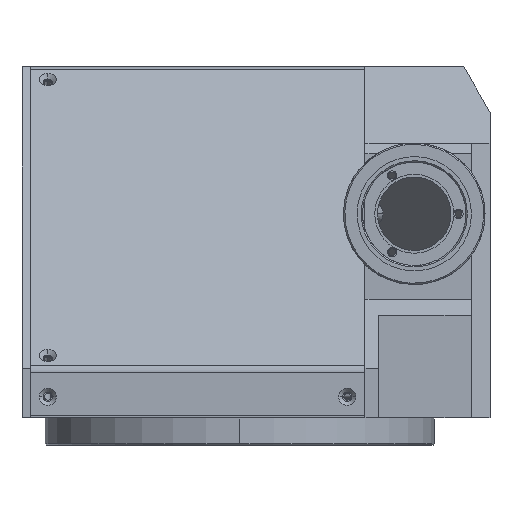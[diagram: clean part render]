
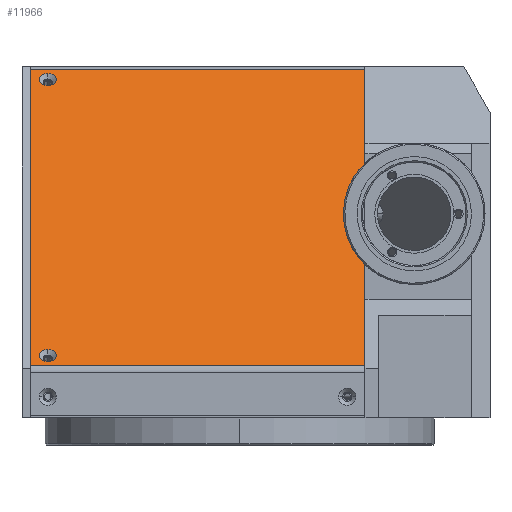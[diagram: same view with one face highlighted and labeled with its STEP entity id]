
A CAD part, left-side view. The second image highlights one B-rep face of the part: STEP entity #11966.
In plain terms, the highlighted planar face has unit normal (-0.707, 0, 0.707).
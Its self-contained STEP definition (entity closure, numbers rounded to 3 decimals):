
#68 = CARTESIAN_POINT ( 'NONE',  ( -71.066, 70.5, 32.148 ) ) ;
#137 = LINE ( 'NONE', #8695, #5243 ) ;
#460 = VECTOR ( 'NONE', #7797, 1000. ) ;
#1188 = VERTEX_POINT ( 'NONE', #3240 ) ;
#1292 = VERTEX_POINT ( 'NONE', #13955 ) ;
#1551 = ORIENTED_EDGE ( 'NONE', *, *, #3076, .F. ) ;
#1756 = AXIS2_PLACEMENT_3D ( 'NONE', #4818, #4799, #4790 ) ;
#2080 = DIRECTION ( 'NONE',  ( 0.707, 0., 0.707 ) ) ;
#2113 = DIRECTION ( 'NONE',  ( -0.707, 0., 0.707 ) ) ;
#2132 = CARTESIAN_POINT ( 'NONE',  ( -73.293, 70.5, 29.92 ) ) ;
#2236 = CARTESIAN_POINT ( 'NONE',  ( -76.828, 294.359, 26.385 ) ) ;
#2298 = EDGE_CURVE ( 'NONE', #10555, #12594, #5617, .T. ) ;
#2390 = EDGE_CURVE ( 'NONE', #1188, #10555, #137, .T. ) ;
#2467 = EDGE_CURVE ( 'NONE', #1188, #1292, #13311, .T. ) ;
#2488 = DIRECTION ( 'NONE',  ( 0., 1., 0. ) ) ;
#2530 = EDGE_CURVE ( 'NONE', #2733, #7934, #3299, .T. ) ;
#2733 = VERTEX_POINT ( 'NONE', #5396 ) ;
#2777 = ORIENTED_EDGE ( 'NONE', *, *, #2530, .F. ) ;
#3023 = AXIS2_PLACEMENT_3D ( 'NONE', #7535, #7376, #7449 ) ;
#3024 = CIRCLE ( 'NONE', #12197, 3.15 ) ;
#3053 = EDGE_CURVE ( 'NONE', #12594, #1292, #5410, .T. ) ;
#3076 = EDGE_CURVE ( 'NONE', #8642, #5025, #4019, .T. ) ;
#3240 = CARTESIAN_POINT ( 'NONE',  ( 31.615, 77., 134.828 ) ) ;
#3299 = CIRCLE ( 'NONE', #5469, 3.15 ) ;
#3907 = CARTESIAN_POINT ( 'NONE',  ( 31.615, -46., 134.828 ) ) ;
#4019 = CIRCLE ( 'NONE', #4022, 3.15 ) ;
#4022 = AXIS2_PLACEMENT_3D ( 'NONE', #2132, #2113, #2080 ) ;
#4251 = FACE_OUTER_BOUND ( 'NONE', #9690, .T. ) ;
#4790 = DIRECTION ( 'NONE',  ( 0.707, 0., 0.707 ) ) ;
#4799 = DIRECTION ( 'NONE',  ( -0.707, 0., 0.707 ) ) ;
#4818 = CARTESIAN_POINT ( 'NONE',  ( -73.293, 70.5, 29.92 ) ) ;
#4899 = CARTESIAN_POINT ( 'NONE',  ( 25.852, 70.5, 129.066 ) ) ;
#4973 = EDGE_LOOP ( 'NONE', ( #2777, #9325 ) ) ;
#5025 = VERTEX_POINT ( 'NONE', #6875 ) ;
#5243 = VECTOR ( 'NONE', #8576, 1000. ) ;
#5374 = EDGE_LOOP ( 'NONE', ( #1551, #10288 ) ) ;
#5396 = CARTESIAN_POINT ( 'NONE',  ( 30.307, 70.5, 133.52 ) ) ;
#5410 = LINE ( 'NONE', #2236, #13171 ) ;
#5469 = AXIS2_PLACEMENT_3D ( 'NONE', #7073, #7070, #7054 ) ;
#5617 = LINE ( 'NONE', #9051, #12841 ) ;
#6875 = CARTESIAN_POINT ( 'NONE',  ( -75.52, 70.5, 27.693 ) ) ;
#7054 = DIRECTION ( 'NONE',  ( 0.707, 0., 0.707 ) ) ;
#7070 = DIRECTION ( 'NONE',  ( -0.707, 0., 0.707 ) ) ;
#7073 = CARTESIAN_POINT ( 'NONE',  ( 28.08, 70.5, 131.293 ) ) ;
#7274 = FACE_BOUND ( 'NONE', #5374, .T. ) ;
#7376 = DIRECTION ( 'NONE',  ( -0.707, 0., 0.707 ) ) ;
#7449 = DIRECTION ( 'NONE',  ( 0.707, 0., 0.707 ) ) ;
#7535 = CARTESIAN_POINT ( 'NONE',  ( -77.414, 294.359, 25.799 ) ) ;
#7777 = PLANE ( 'NONE',  #3023 ) ;
#7797 = DIRECTION ( 'NONE',  ( -0.707, 0., -0.707 ) ) ;
#7813 = CARTESIAN_POINT ( 'NONE',  ( -77.414, 77., 25.799 ) ) ;
#7871 = DIRECTION ( 'NONE',  ( 0.707, 0., 0.707 ) ) ;
#7915 = DIRECTION ( 'NONE',  ( -0.707, 0., 0.707 ) ) ;
#7934 = VERTEX_POINT ( 'NONE', #4899 ) ;
#7936 = EDGE_CURVE ( 'NONE', #5025, #8642, #12460, .T. ) ;
#7937 = CARTESIAN_POINT ( 'NONE',  ( 28.08, 70.5, 131.293 ) ) ;
#8531 = EDGE_CURVE ( 'NONE', #7934, #2733, #3024, .T. ) ;
#8576 = DIRECTION ( 'NONE',  ( 0., -1., 0. ) ) ;
#8642 = VERTEX_POINT ( 'NONE', #68 ) ;
#8695 = CARTESIAN_POINT ( 'NONE',  ( 31.615, 294.359, 134.828 ) ) ;
#9034 = DIRECTION ( 'NONE',  ( -0.707, 0., -0.707 ) ) ;
#9051 = CARTESIAN_POINT ( 'NONE',  ( -77.414, -46., 25.799 ) ) ;
#9325 = ORIENTED_EDGE ( 'NONE', *, *, #8531, .F. ) ;
#9690 = EDGE_LOOP ( 'NONE', ( #11735, #13929, #11747, #10461 ) ) ;
#10288 = ORIENTED_EDGE ( 'NONE', *, *, #7936, .F. ) ;
#10461 = ORIENTED_EDGE ( 'NONE', *, *, #2390, .F. ) ;
#10555 = VERTEX_POINT ( 'NONE', #3907 ) ;
#11267 = CARTESIAN_POINT ( 'NONE',  ( -76.828, -46., 26.385 ) ) ;
#11735 = ORIENTED_EDGE ( 'NONE', *, *, #2467, .T. ) ;
#11747 = ORIENTED_EDGE ( 'NONE', *, *, #2298, .F. ) ;
#11966 = ADVANCED_FACE ( 'NONE', ( #7274, #13032, #4251 ), #7777, .T. ) ;
#12197 = AXIS2_PLACEMENT_3D ( 'NONE', #7937, #7915, #7871 ) ;
#12460 = CIRCLE ( 'NONE', #1756, 3.15 ) ;
#12594 = VERTEX_POINT ( 'NONE', #11267 ) ;
#12841 = VECTOR ( 'NONE', #9034, 1000. ) ;
#13032 = FACE_BOUND ( 'NONE', #4973, .T. ) ;
#13171 = VECTOR ( 'NONE', #2488, 1000. ) ;
#13311 = LINE ( 'NONE', #7813, #460 ) ;
#13929 = ORIENTED_EDGE ( 'NONE', *, *, #3053, .F. ) ;
#13955 = CARTESIAN_POINT ( 'NONE',  ( -76.828, 77., 26.385 ) ) ;
